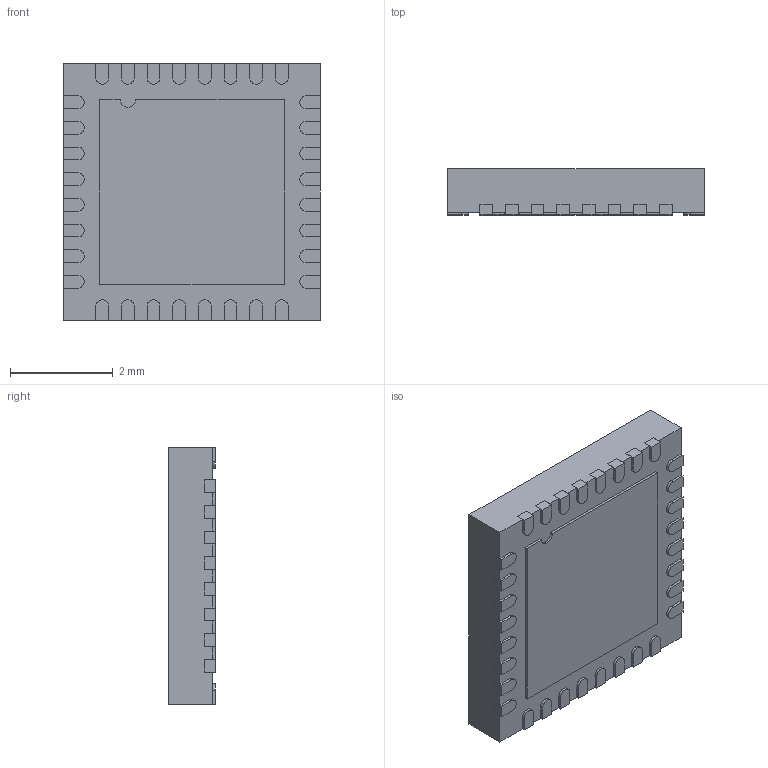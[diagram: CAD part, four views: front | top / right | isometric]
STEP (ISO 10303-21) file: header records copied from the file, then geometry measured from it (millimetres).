
FILE_DESCRIPTION (( 'STEP AP214' ), '1' );
FILE_NAME ('SLM9670AQ20FW1311XTMA1.STEP', '2020-05-18T19:47:55', ( '' ), ( '' ), 'SwSTEP 2.0', 'SolidWorks 2017', '' );
FILE_SCHEMA (( 'AUTOMOTIVE_DESIGN' ));
Length unit declared in the file: millimetre
Products named in the file (1): SLM9670AQ20FW1311XTMA1
Bounding box: 5 x 0.9 x 5 mm (x, y, z)
Volume: 22 mm3; surface area: 115.3 mm2
Topology: 35 solids, 35 shells, 366 faces, 882 edges, 588 vertices
Faces by surface type: plane 278, cylinder 88
Entity records: 10942 total; most frequent: CARTESIAN_POINT 1837, DIRECTION 1792, ORIENTED_EDGE 1764, EDGE_CURVE 882, LINE 706, VECTOR 706, VERTEX_POINT 588, AXIS2_PLACEMENT_3D 543
